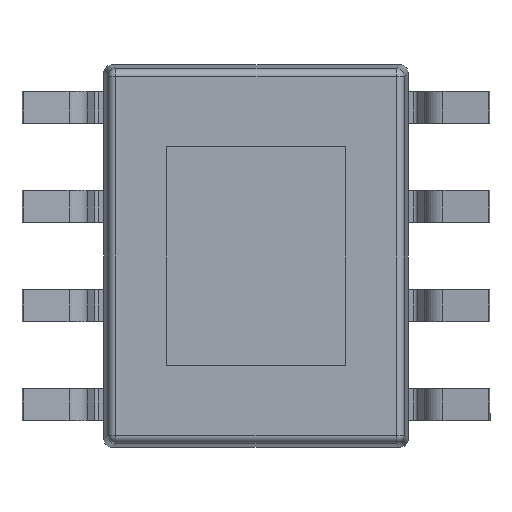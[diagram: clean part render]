
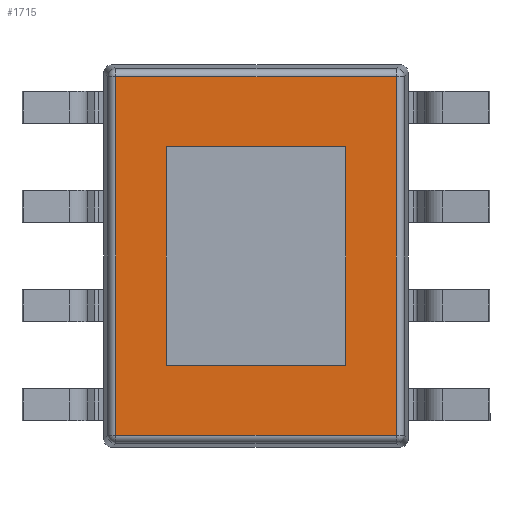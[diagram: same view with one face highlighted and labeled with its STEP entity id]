
A CAD part, front view. The second image highlights one B-rep face of the part: STEP entity #1715.
In plain terms, the highlighted planar face has unit normal (0, -1, 0).
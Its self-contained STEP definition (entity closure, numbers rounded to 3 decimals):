
#47 = LINE ( 'NONE', #1773, #1628 ) ;
#121 = AXIS2_PLACEMENT_3D ( 'NONE', #2595, #502, #3355 ) ;
#156 = VERTEX_POINT ( 'NONE', #2666 ) ;
#334 = VERTEX_POINT ( 'NONE', #3393 ) ;
#479 = VECTOR ( 'NONE', #2254, 1000. ) ;
#502 = DIRECTION ( 'NONE',  ( 0., -1., 0. ) ) ;
#513 = EDGE_CURVE ( 'NONE', #1743, #3200, #4489, .T. ) ;
#528 = FACE_BOUND ( 'NONE', #4362, .T. ) ;
#534 = VECTOR ( 'NONE', #1697, 1000. ) ;
#592 = ORIENTED_EDGE ( 'NONE', *, *, #867, .T. ) ;
#741 = CARTESIAN_POINT ( 'NONE',  ( 1.799, 0.15, 2.299 ) ) ;
#867 = EDGE_CURVE ( 'NONE', #4234, #3288, #4649, .T. ) ;
#944 = DIRECTION ( 'NONE',  ( 0., 0., -1. ) ) ;
#1040 = VECTOR ( 'NONE', #1175, 1000. ) ;
#1105 = CARTESIAN_POINT ( 'NONE',  ( 1.15, 0.15, -1.4 ) ) ;
#1175 = DIRECTION ( 'NONE',  ( 0., 0., -1. ) ) ;
#1205 = VECTOR ( 'NONE', #2088, 1000. ) ;
#1213 = CARTESIAN_POINT ( 'NONE',  ( 1.799, 0.15, 2.391 ) ) ;
#1412 = EDGE_CURVE ( 'NONE', #3288, #3272, #3668, .T. ) ;
#1611 = CARTESIAN_POINT ( 'NONE',  ( -1.799, 0.15, -2.299 ) ) ;
#1628 = VECTOR ( 'NONE', #3842, 1000. ) ;
#1683 = LINE ( 'NONE', #1956, #1040 ) ;
#1690 = CARTESIAN_POINT ( 'NONE',  ( -1.15, 0.15, 1.4 ) ) ;
#1697 = DIRECTION ( 'NONE',  ( 0., 0., 1. ) ) ;
#1715 = ADVANCED_FACE ( 'NONE', ( #528, #3086 ), #4244, .T. ) ;
#1743 = VERTEX_POINT ( 'NONE', #4612 ) ;
#1773 = CARTESIAN_POINT ( 'NONE',  ( -1.891, 0.15, 2.299 ) ) ;
#1956 = CARTESIAN_POINT ( 'NONE',  ( -1.15, 0.15, -1.4 ) ) ;
#2013 = CARTESIAN_POINT ( 'NONE',  ( 1.15, 0.15, -1.4 ) ) ;
#2028 = CARTESIAN_POINT ( 'NONE',  ( 1.799, 0.15, -2.299 ) ) ;
#2088 = DIRECTION ( 'NONE',  ( 0., 0., 1. ) ) ;
#2239 = EDGE_LOOP ( 'NONE', ( #3089, #592, #3235, #2573 ) ) ;
#2254 = DIRECTION ( 'NONE',  ( 1., 0., 0. ) ) ;
#2475 = EDGE_CURVE ( 'NONE', #3200, #156, #3258, .T. ) ;
#2573 = ORIENTED_EDGE ( 'NONE', *, *, #3947, .T. ) ;
#2595 = CARTESIAN_POINT ( 'NONE',  ( 0., 0.15, 0. ) ) ;
#2666 = CARTESIAN_POINT ( 'NONE',  ( 1.15, 0.15, 1.4 ) ) ;
#2852 = LINE ( 'NONE', #3455, #4409 ) ;
#2894 = CARTESIAN_POINT ( 'NONE',  ( 1.15, 0.15, -1.4 ) ) ;
#2968 = CARTESIAN_POINT ( 'NONE',  ( -1.799, 0.15, -2.391 ) ) ;
#3086 = FACE_OUTER_BOUND ( 'NONE', #2239, .T. ) ;
#3089 = ORIENTED_EDGE ( 'NONE', *, *, #4605, .T. ) ;
#3200 = VERTEX_POINT ( 'NONE', #1105 ) ;
#3209 = ORIENTED_EDGE ( 'NONE', *, *, #4086, .F. ) ;
#3224 = VECTOR ( 'NONE', #944, 1000. ) ;
#3235 = ORIENTED_EDGE ( 'NONE', *, *, #1412, .T. ) ;
#3258 = LINE ( 'NONE', #2894, #1205 ) ;
#3272 = VERTEX_POINT ( 'NONE', #741 ) ;
#3288 = VERTEX_POINT ( 'NONE', #2028 ) ;
#3355 = DIRECTION ( 'NONE',  ( 1., 0., 0. ) ) ;
#3393 = CARTESIAN_POINT ( 'NONE',  ( -1.799, 0.15, 2.299 ) ) ;
#3455 = CARTESIAN_POINT ( 'NONE',  ( 1.15, 0.15, 1.4 ) ) ;
#3573 = VECTOR ( 'NONE', #4473, 1000. ) ;
#3652 = ORIENTED_EDGE ( 'NONE', *, *, #2475, .F. ) ;
#3668 = LINE ( 'NONE', #1213, #534 ) ;
#3842 = DIRECTION ( 'NONE',  ( -1., 0., 0. ) ) ;
#3854 = ORIENTED_EDGE ( 'NONE', *, *, #5068, .F. ) ;
#3947 = EDGE_CURVE ( 'NONE', #3272, #334, #47, .T. ) ;
#4086 = EDGE_CURVE ( 'NONE', #156, #5003, #2852, .T. ) ;
#4234 = VERTEX_POINT ( 'NONE', #1611 ) ;
#4244 = PLANE ( 'NONE',  #121 ) ;
#4290 = DIRECTION ( 'NONE',  ( -1., 0., 0. ) ) ;
#4332 = LINE ( 'NONE', #2968, #3224 ) ;
#4362 = EDGE_LOOP ( 'NONE', ( #3854, #3209, #3652, #4939 ) ) ;
#4409 = VECTOR ( 'NONE', #4290, 1000. ) ;
#4473 = DIRECTION ( 'NONE',  ( 1., 0., 0. ) ) ;
#4489 = LINE ( 'NONE', #2013, #3573 ) ;
#4605 = EDGE_CURVE ( 'NONE', #334, #4234, #4332, .T. ) ;
#4612 = CARTESIAN_POINT ( 'NONE',  ( -1.15, 0.15, -1.4 ) ) ;
#4649 = LINE ( 'NONE', #4729, #479 ) ;
#4729 = CARTESIAN_POINT ( 'NONE',  ( 1.891, 0.15, -2.299 ) ) ;
#4939 = ORIENTED_EDGE ( 'NONE', *, *, #513, .F. ) ;
#5003 = VERTEX_POINT ( 'NONE', #1690 ) ;
#5068 = EDGE_CURVE ( 'NONE', #5003, #1743, #1683, .T. ) ;
